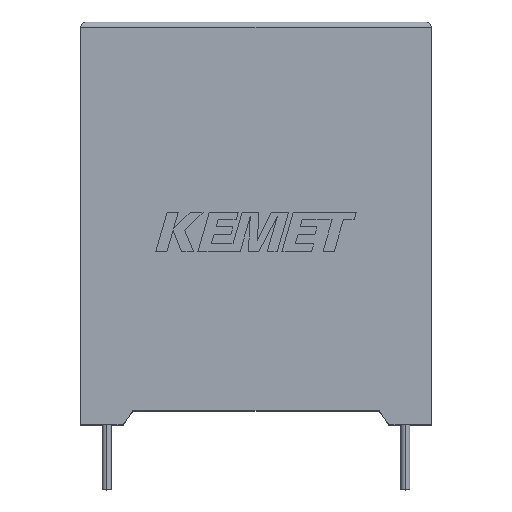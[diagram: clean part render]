
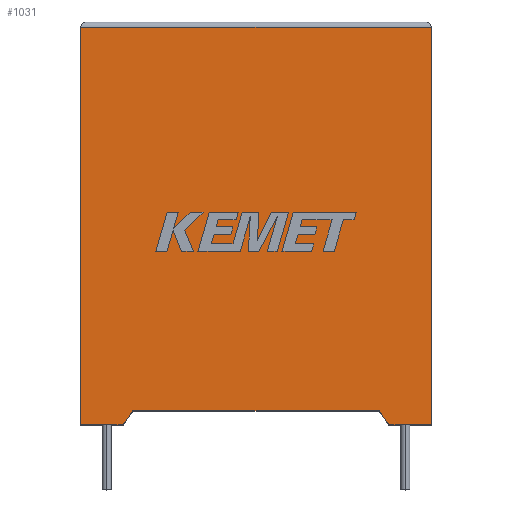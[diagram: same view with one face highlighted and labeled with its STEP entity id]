
A CAD part, top view. The second image highlights one B-rep face of the part: STEP entity #1031.
In plain terms, the highlighted planar face has unit normal (0, 0, 1).
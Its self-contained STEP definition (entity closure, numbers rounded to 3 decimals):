
#46 = VERTEX_POINT ( 'NONE', #1762 ) ;
#120 = CARTESIAN_POINT ( 'NONE',  ( 32.3, 0., 22.2 ) ) ;
#210 = DIRECTION ( 'NONE',  ( -1., 0., 0. ) ) ;
#229 = LINE ( 'NONE', #2818, #1844 ) ;
#271 = ORIENTED_EDGE ( 'NONE', *, *, #2932, .T. ) ;
#276 = DIRECTION ( 'NONE',  ( -1., 0., 0. ) ) ;
#281 = CARTESIAN_POINT ( 'NONE',  ( 28.4, 0., 22.2 ) ) ;
#286 = LINE ( 'NONE', #531, #2674 ) ;
#324 = VERTEX_POINT ( 'NONE', #120 ) ;
#362 = ORIENTED_EDGE ( 'NONE', *, *, #1484, .T. ) ;
#370 = VECTOR ( 'NONE', #2379, 1000. ) ;
#385 = VERTEX_POINT ( 'NONE', #2395 ) ;
#478 = LINE ( 'NONE', #2623, #370 ) ;
#487 = VERTEX_POINT ( 'NONE', #824 ) ;
#531 = CARTESIAN_POINT ( 'NONE',  ( 0., 36.6, 22.2 ) ) ;
#612 = FACE_OUTER_BOUND ( 'NONE', #627, .T. ) ;
#623 = LINE ( 'NONE', #2942, #987 ) ;
#627 = EDGE_LOOP ( 'NONE', ( #2856, #756, #271, #2635, #2997, #1747, #362, #1223 ) ) ;
#756 = ORIENTED_EDGE ( 'NONE', *, *, #1137, .T. ) ;
#824 = CARTESIAN_POINT ( 'NONE',  ( 27.503, 1.279, 22.2 ) ) ;
#849 = EDGE_CURVE ( 'NONE', #324, #1271, #623, .T. ) ;
#935 = AXIS2_PLACEMENT_3D ( 'NONE', #2359, #2813, #210 ) ;
#985 = CARTESIAN_POINT ( 'NONE',  ( 0., 0., 22.2 ) ) ;
#987 = VECTOR ( 'NONE', #2699, 1000. ) ;
#1031 = ADVANCED_FACE ( 'NONE', ( #612 ), #1555, .F. ) ;
#1056 = EDGE_CURVE ( 'NONE', #46, #2079, #2148, .T. ) ;
#1137 = EDGE_CURVE ( 'NONE', #1271, #1873, #286, .T. ) ;
#1223 = ORIENTED_EDGE ( 'NONE', *, *, #1759, .T. ) ;
#1232 = VECTOR ( 'NONE', #2609, 1000. ) ;
#1240 = VECTOR ( 'NONE', #2186, 1000. ) ;
#1271 = VERTEX_POINT ( 'NONE', #2675 ) ;
#1449 = LINE ( 'NONE', #2409, #2396 ) ;
#1484 = EDGE_CURVE ( 'NONE', #487, #1809, #2466, .T. ) ;
#1555 = PLANE ( 'NONE',  #935 ) ;
#1677 = CARTESIAN_POINT ( 'NONE',  ( 28.4, 0., 22.2 ) ) ;
#1703 = DIRECTION ( 'NONE',  ( 0.574, -0.819, 0. ) ) ;
#1747 = ORIENTED_EDGE ( 'NONE', *, *, #1812, .F. ) ;
#1759 = EDGE_CURVE ( 'NONE', #1809, #324, #2877, .T. ) ;
#1762 = CARTESIAN_POINT ( 'NONE',  ( 0., 0., 22.2 ) ) ;
#1809 = VERTEX_POINT ( 'NONE', #1677 ) ;
#1812 = EDGE_CURVE ( 'NONE', #487, #385, #1449, .T. ) ;
#1844 = VECTOR ( 'NONE', #2137, 1000. ) ;
#1873 = VERTEX_POINT ( 'NONE', #2267 ) ;
#1987 = VECTOR ( 'NONE', #1703, 1000. ) ;
#2079 = VERTEX_POINT ( 'NONE', #2432 ) ;
#2137 = DIRECTION ( 'NONE',  ( 0., -1., 0. ) ) ;
#2148 = LINE ( 'NONE', #2372, #1232 ) ;
#2186 = DIRECTION ( 'NONE',  ( 1., 0., 0. ) ) ;
#2267 = CARTESIAN_POINT ( 'NONE',  ( 0., 36.6, 22.2 ) ) ;
#2359 = CARTESIAN_POINT ( 'NONE',  ( 0., 0., 22.2 ) ) ;
#2372 = CARTESIAN_POINT ( 'NONE',  ( 0., 0., 22.2 ) ) ;
#2379 = DIRECTION ( 'NONE',  ( -0.574, -0.819, 0. ) ) ;
#2395 = CARTESIAN_POINT ( 'NONE',  ( 4.797, 1.279, 22.2 ) ) ;
#2396 = VECTOR ( 'NONE', #276, 1000. ) ;
#2409 = CARTESIAN_POINT ( 'NONE',  ( 16.15, 1.279, 22.2 ) ) ;
#2432 = CARTESIAN_POINT ( 'NONE',  ( 3.9, 0., 22.2 ) ) ;
#2466 = LINE ( 'NONE', #281, #1987 ) ;
#2492 = DIRECTION ( 'NONE',  ( -1., 0., 0. ) ) ;
#2609 = DIRECTION ( 'NONE',  ( 1., 0., 0. ) ) ;
#2623 = CARTESIAN_POINT ( 'NONE',  ( 3.9, 0., 22.2 ) ) ;
#2635 = ORIENTED_EDGE ( 'NONE', *, *, #1056, .T. ) ;
#2674 = VECTOR ( 'NONE', #2492, 1000. ) ;
#2675 = CARTESIAN_POINT ( 'NONE',  ( 32.3, 36.6, 22.2 ) ) ;
#2699 = DIRECTION ( 'NONE',  ( 0., 1., 0. ) ) ;
#2813 = DIRECTION ( 'NONE',  ( 0., 0., -1. ) ) ;
#2818 = CARTESIAN_POINT ( 'NONE',  ( 0., 0., 22.2 ) ) ;
#2856 = ORIENTED_EDGE ( 'NONE', *, *, #849, .T. ) ;
#2877 = LINE ( 'NONE', #985, #1240 ) ;
#2910 = EDGE_CURVE ( 'NONE', #385, #2079, #478, .T. ) ;
#2932 = EDGE_CURVE ( 'NONE', #1873, #46, #229, .T. ) ;
#2942 = CARTESIAN_POINT ( 'NONE',  ( 32.3, 0., 22.2 ) ) ;
#2997 = ORIENTED_EDGE ( 'NONE', *, *, #2910, .F. ) ;
